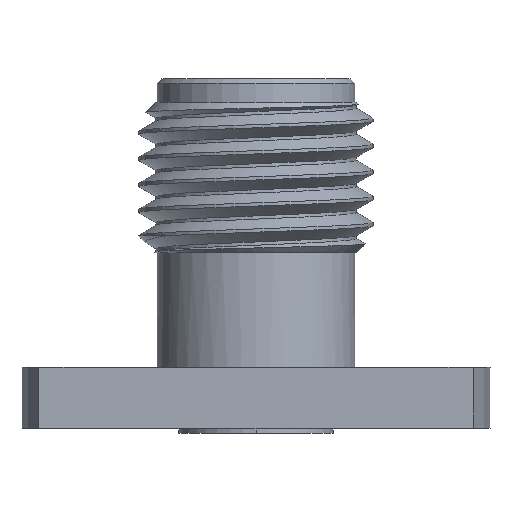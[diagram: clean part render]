
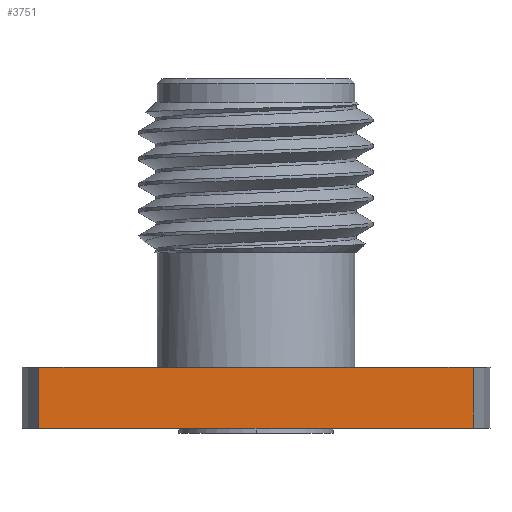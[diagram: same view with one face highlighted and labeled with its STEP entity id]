
A CAD part, left-side view. The second image highlights one B-rep face of the part: STEP entity #3751.
In plain terms, the highlighted planar face has unit normal (-1, 0, 0).
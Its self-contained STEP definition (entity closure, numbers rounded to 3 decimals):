
#88 = DIRECTION ( 'NONE',  ( 0., 0., 1. ) ) ;
#178 = DIRECTION ( 'NONE',  ( 0., 0., 1. ) ) ;
#198 = EDGE_CURVE ( 'NONE', #3708, #349, #3576, .T. ) ;
#206 = CARTESIAN_POINT ( 'NONE',  ( -2.415, -5.873, -1.65 ) ) ;
#226 = DIRECTION ( 'NONE',  ( 0., -1., 0. ) ) ;
#344 = EDGE_CURVE ( 'NONE', #2408, #1312, #2842, .T. ) ;
#349 = VERTEX_POINT ( 'NONE', #2631 ) ;
#455 = ORIENTED_EDGE ( 'NONE', *, *, #3556, .T. ) ;
#568 = ORIENTED_EDGE ( 'NONE', *, *, #3911, .F. ) ;
#640 = VECTOR ( 'NONE', #2911, 1000. ) ;
#690 = CARTESIAN_POINT ( 'NONE',  ( -2.415, -5.873, 0. ) ) ;
#810 = ORIENTED_EDGE ( 'NONE', *, *, #2217, .F. ) ;
#1043 = DIRECTION ( 'NONE',  ( 0., -1., 0. ) ) ;
#1071 = CARTESIAN_POINT ( 'NONE',  ( -2.415, 5.873, 0. ) ) ;
#1078 = LINE ( 'NONE', #4665, #2772 ) ;
#1174 = PLANE ( 'NONE',  #3931 ) ;
#1196 = VERTEX_POINT ( 'NONE', #2338 ) ;
#1312 = VERTEX_POINT ( 'NONE', #3901 ) ;
#1361 = VECTOR ( 'NONE', #178, 1000. ) ;
#1619 = LINE ( 'NONE', #690, #640 ) ;
#1686 = CARTESIAN_POINT ( 'NONE',  ( -2.415, 5.873, -1.65 ) ) ;
#1921 = CARTESIAN_POINT ( 'NONE',  ( -2.415, 5.873, -1.65 ) ) ;
#2103 = FACE_OUTER_BOUND ( 'NONE', #3142, .T. ) ;
#2165 = LINE ( 'NONE', #206, #1361 ) ;
#2217 = EDGE_CURVE ( 'NONE', #1312, #1196, #1078, .T. ) ;
#2266 = VECTOR ( 'NONE', #1043, 1000. ) ;
#2288 = DIRECTION ( 'NONE',  ( -1., 0., 0. ) ) ;
#2338 = CARTESIAN_POINT ( 'NONE',  ( -2.415, -1.15, 0. ) ) ;
#2408 = VERTEX_POINT ( 'NONE', #1071 ) ;
#2449 = ORIENTED_EDGE ( 'NONE', *, *, #198, .T. ) ;
#2480 = DIRECTION ( 'NONE',  ( 0., -1., 0. ) ) ;
#2491 = VECTOR ( 'NONE', #226, 1000. ) ;
#2631 = CARTESIAN_POINT ( 'NONE',  ( -2.415, -5.873, -1.65 ) ) ;
#2772 = VECTOR ( 'NONE', #2480, 1000. ) ;
#2816 = DIRECTION ( 'NONE',  ( 0., 0., 1. ) ) ;
#2842 = LINE ( 'NONE', #2894, #2266 ) ;
#2894 = CARTESIAN_POINT ( 'NONE',  ( -2.415, -5.873, 0. ) ) ;
#2911 = DIRECTION ( 'NONE',  ( 0., -1., 0. ) ) ;
#2915 = VECTOR ( 'NONE', #2816, 1000. ) ;
#3002 = CARTESIAN_POINT ( 'NONE',  ( -2.415, -5.873, -1.65 ) ) ;
#3056 = VERTEX_POINT ( 'NONE', #3192 ) ;
#3142 = EDGE_LOOP ( 'NONE', ( #4234, #568, #2449, #455, #4173, #810 ) ) ;
#3192 = CARTESIAN_POINT ( 'NONE',  ( -2.415, -5.873, 0. ) ) ;
#3556 = EDGE_CURVE ( 'NONE', #349, #3056, #2165, .T. ) ;
#3576 = LINE ( 'NONE', #4603, #2491 ) ;
#3708 = VERTEX_POINT ( 'NONE', #1921 ) ;
#3751 = ADVANCED_FACE ( 'NONE', ( #2103 ), #1174, .T. ) ;
#3901 = CARTESIAN_POINT ( 'NONE',  ( -2.415, 1.15, 0. ) ) ;
#3911 = EDGE_CURVE ( 'NONE', #3708, #2408, #4450, .T. ) ;
#3931 = AXIS2_PLACEMENT_3D ( 'NONE', #3002, #2288, #88 ) ;
#4173 = ORIENTED_EDGE ( 'NONE', *, *, #4575, .F. ) ;
#4234 = ORIENTED_EDGE ( 'NONE', *, *, #344, .F. ) ;
#4450 = LINE ( 'NONE', #1686, #2915 ) ;
#4575 = EDGE_CURVE ( 'NONE', #1196, #3056, #1619, .T. ) ;
#4603 = CARTESIAN_POINT ( 'NONE',  ( -2.415, -5.873, -1.65 ) ) ;
#4665 = CARTESIAN_POINT ( 'NONE',  ( -2.415, -5.873, 0. ) ) ;
